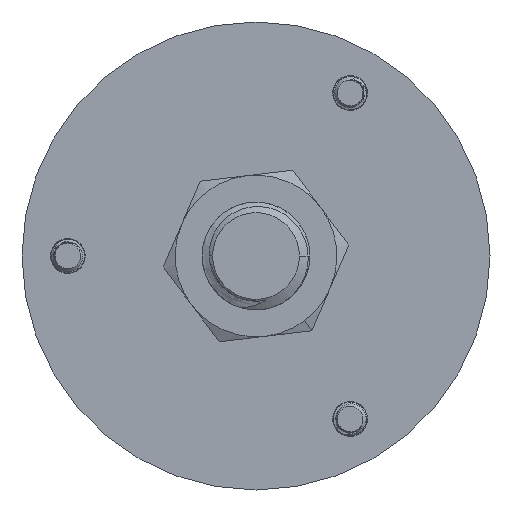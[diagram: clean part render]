
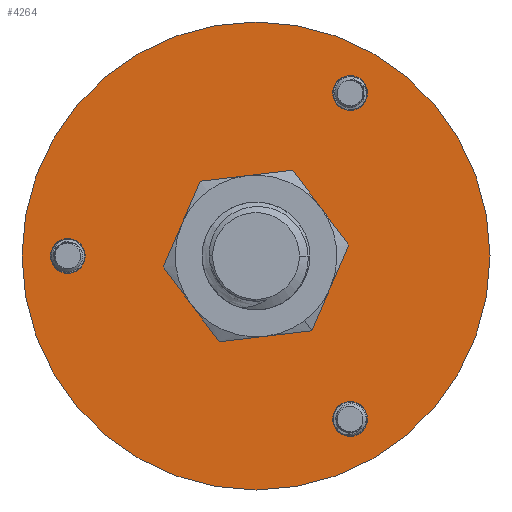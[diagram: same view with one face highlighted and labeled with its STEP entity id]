
A CAD part, front view. The second image highlights one B-rep face of the part: STEP entity #4264.
In plain terms, the highlighted planar face has unit normal (0, -1, 0).
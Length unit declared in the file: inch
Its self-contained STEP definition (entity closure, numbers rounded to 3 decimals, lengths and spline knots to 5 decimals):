
#22 = EDGE_CURVE ( 'NONE', #2433, #9906, #2750, .T. ) ;
#227 = DIRECTION ( 'NONE',  ( 0., 1., 0. ) ) ;
#634 = EDGE_CURVE ( 'NONE', #7865, #19236, #16554, .T. ) ;
#705 = DIRECTION ( 'NONE',  ( 0., 1., 0. ) ) ;
#822 = VERTEX_POINT ( 'NONE', #2414 ) ;
#1016 = FACE_BOUND ( 'NONE', #16019, .T. ) ;
#1148 = DIRECTION ( 'NONE',  ( 0., 1., 0. ) ) ;
#1519 = EDGE_CURVE ( 'NONE', #19236, #7865, #15145, .T. ) ;
#1650 = CARTESIAN_POINT ( 'NONE',  ( 0., 0., 0. ) ) ;
#1664 = ORIENTED_EDGE ( 'NONE', *, *, #15431, .T. ) ;
#2414 = CARTESIAN_POINT ( 'NONE',  ( -1.1, 0., 0.1015 ) ) ;
#2433 = VERTEX_POINT ( 'NONE', #15253 ) ;
#2638 = EDGE_CURVE ( 'NONE', #3483, #18781, #10413, .T. ) ;
#2749 = DIRECTION ( 'NONE',  ( 0., 1., 0. ) ) ;
#2750 = CIRCLE ( 'NONE', #8935, 0.32 ) ;
#3146 = DIRECTION ( 'NONE',  ( 0., 0., 1. ) ) ;
#3475 = AXIS2_PLACEMENT_3D ( 'NONE', #1650, #12119, #3146 ) ;
#3483 = VERTEX_POINT ( 'NONE', #12406 ) ;
#3521 = CARTESIAN_POINT ( 'NONE',  ( 0., 0., 0.32 ) ) ;
#3768 = ORIENTED_EDGE ( 'NONE', *, *, #634, .T. ) ;
#3932 = DIRECTION ( 'NONE',  ( 0., 1., 0. ) ) ;
#4003 = DIRECTION ( 'NONE',  ( 0., 1., 0. ) ) ;
#4264 = ADVANCED_FACE ( 'NONE', ( #1016, #16463, #5426, #4975, #8958 ), #8621, .F. ) ;
#4555 = DIRECTION ( 'NONE',  ( 0., 1., 0. ) ) ;
#4817 = DIRECTION ( 'NONE',  ( 0., 0., 1. ) ) ;
#4889 = CIRCLE ( 'NONE', #13587, 0.1015 ) ;
#4975 = FACE_BOUND ( 'NONE', #5556, .T. ) ;
#4979 = DIRECTION ( 'NONE',  ( 0., 1., 0. ) ) ;
#4998 = ORIENTED_EDGE ( 'NONE', *, *, #12128, .F. ) ;
#5054 = AXIS2_PLACEMENT_3D ( 'NONE', #12919, #3932, #14413 ) ;
#5426 = FACE_BOUND ( 'NONE', #12737, .T. ) ;
#5476 = ORIENTED_EDGE ( 'NONE', *, *, #10109, .T. ) ;
#5556 = EDGE_LOOP ( 'NONE', ( #13683, #5476 ) ) ;
#5907 = ORIENTED_EDGE ( 'NONE', *, *, #1519, .T. ) ;
#6315 = AXIS2_PLACEMENT_3D ( 'NONE', #12988, #4003, #14490 ) ;
#6358 = AXIS2_PLACEMENT_3D ( 'NONE', #11712, #2749, #13233 ) ;
#6580 = AXIS2_PLACEMENT_3D ( 'NONE', #6646, #17110, #8158 ) ;
#6646 = CARTESIAN_POINT ( 'NONE',  ( 0.55, 0., -0.95263 ) ) ;
#7061 = DIRECTION ( 'NONE',  ( 0., 1., 0. ) ) ;
#7281 = CIRCLE ( 'NONE', #14746, 1.3675 ) ;
#7865 = VERTEX_POINT ( 'NONE', #8270 ) ;
#7957 = EDGE_LOOP ( 'NONE', ( #8182, #12454 ) ) ;
#7968 = AXIS2_PLACEMENT_3D ( 'NONE', #13956, #4979, #15474 ) ;
#8158 = DIRECTION ( 'NONE',  ( 0., 0., 1. ) ) ;
#8182 = ORIENTED_EDGE ( 'NONE', *, *, #2638, .T. ) ;
#8270 = CARTESIAN_POINT ( 'NONE',  ( 0.55, 0., 0.85113 ) ) ;
#8578 = CIRCLE ( 'NONE', #7968, 0.1015 ) ;
#8621 = PLANE ( 'NONE',  #6358 ) ;
#8935 = AXIS2_PLACEMENT_3D ( 'NONE', #18601, #705, #4817 ) ;
#8958 = FACE_OUTER_BOUND ( 'NONE', #16234, .T. ) ;
#9162 = CARTESIAN_POINT ( 'NONE',  ( 0.55, 0., -0.95263 ) ) ;
#9906 = VERTEX_POINT ( 'NONE', #3521 ) ;
#10101 = CARTESIAN_POINT ( 'NONE',  ( 0., 0., 0. ) ) ;
#10109 = EDGE_CURVE ( 'NONE', #18845, #822, #10603, .T. ) ;
#10413 = CIRCLE ( 'NONE', #6580, 0.1015 ) ;
#10603 = CIRCLE ( 'NONE', #17730, 0.1015 ) ;
#10674 = DIRECTION ( 'NONE',  ( 0., 0., 1. ) ) ;
#10939 = CARTESIAN_POINT ( 'NONE',  ( 0., 0., 1.3675 ) ) ;
#11598 = CARTESIAN_POINT ( 'NONE',  ( 0., 0., -1.3675 ) ) ;
#11611 = DIRECTION ( 'NONE',  ( 0., 0., 1. ) ) ;
#11712 = CARTESIAN_POINT ( 'NONE',  ( 0., 0., 0. ) ) ;
#12119 = DIRECTION ( 'NONE',  ( 0., 1., 0. ) ) ;
#12128 = EDGE_CURVE ( 'NONE', #15125, #12682, #7281, .T. ) ;
#12217 = AXIS2_PLACEMENT_3D ( 'NONE', #13548, #4555, #15056 ) ;
#12406 = CARTESIAN_POINT ( 'NONE',  ( 0.55, 0., -0.85113 ) ) ;
#12454 = ORIENTED_EDGE ( 'NONE', *, *, #13874, .T. ) ;
#12682 = VERTEX_POINT ( 'NONE', #10939 ) ;
#12737 = EDGE_LOOP ( 'NONE', ( #5907, #3768 ) ) ;
#12919 = CARTESIAN_POINT ( 'NONE',  ( 0.55, 0., 0.95263 ) ) ;
#12988 = CARTESIAN_POINT ( 'NONE',  ( 0., 0., 0. ) ) ;
#13021 = CARTESIAN_POINT ( 'NONE',  ( 0.55, 0., 1.05413 ) ) ;
#13233 = DIRECTION ( 'NONE',  ( 0., 0., 1. ) ) ;
#13250 = CARTESIAN_POINT ( 'NONE',  ( 0.55, 0., -1.05413 ) ) ;
#13251 = CIRCLE ( 'NONE', #3475, 1.3675 ) ;
#13548 = CARTESIAN_POINT ( 'NONE',  ( 0.55, 0., 0.95263 ) ) ;
#13587 = AXIS2_PLACEMENT_3D ( 'NONE', #9162, #227, #10674 ) ;
#13683 = ORIENTED_EDGE ( 'NONE', *, *, #15824, .T. ) ;
#13737 = ORIENTED_EDGE ( 'NONE', *, *, #18926, .F. ) ;
#13757 = ORIENTED_EDGE ( 'NONE', *, *, #22, .T. ) ;
#13874 = EDGE_CURVE ( 'NONE', #18781, #3483, #4889, .T. ) ;
#13956 = CARTESIAN_POINT ( 'NONE',  ( -1.1, 0., 0. ) ) ;
#14413 = DIRECTION ( 'NONE',  ( 0., 0., 1. ) ) ;
#14490 = DIRECTION ( 'NONE',  ( 0., 0., 1. ) ) ;
#14746 = AXIS2_PLACEMENT_3D ( 'NONE', #10101, #1148, #11611 ) ;
#15056 = DIRECTION ( 'NONE',  ( 0., 0., 1. ) ) ;
#15125 = VERTEX_POINT ( 'NONE', #11598 ) ;
#15145 = CIRCLE ( 'NONE', #5054, 0.1015 ) ;
#15253 = CARTESIAN_POINT ( 'NONE',  ( 0., 0., -0.32 ) ) ;
#15431 = EDGE_CURVE ( 'NONE', #9906, #2433, #19360, .T. ) ;
#15474 = DIRECTION ( 'NONE',  ( 0., 0., 1. ) ) ;
#15824 = EDGE_CURVE ( 'NONE', #822, #18845, #8578, .T. ) ;
#16019 = EDGE_LOOP ( 'NONE', ( #1664, #13757 ) ) ;
#16037 = CARTESIAN_POINT ( 'NONE',  ( -1.1, 0., 0. ) ) ;
#16234 = EDGE_LOOP ( 'NONE', ( #4998, #13737 ) ) ;
#16463 = FACE_BOUND ( 'NONE', #7957, .T. ) ;
#16554 = CIRCLE ( 'NONE', #12217, 0.1015 ) ;
#17110 = DIRECTION ( 'NONE',  ( 0., 1., 0. ) ) ;
#17526 = DIRECTION ( 'NONE',  ( 0., 0., 1. ) ) ;
#17730 = AXIS2_PLACEMENT_3D ( 'NONE', #16037, #7061, #17526 ) ;
#17879 = CARTESIAN_POINT ( 'NONE',  ( -1.1, 0., -0.1015 ) ) ;
#18601 = CARTESIAN_POINT ( 'NONE',  ( 0., 0., 0. ) ) ;
#18781 = VERTEX_POINT ( 'NONE', #13250 ) ;
#18845 = VERTEX_POINT ( 'NONE', #17879 ) ;
#18926 = EDGE_CURVE ( 'NONE', #12682, #15125, #13251, .T. ) ;
#19236 = VERTEX_POINT ( 'NONE', #13021 ) ;
#19360 = CIRCLE ( 'NONE', #6315, 0.32 ) ;
